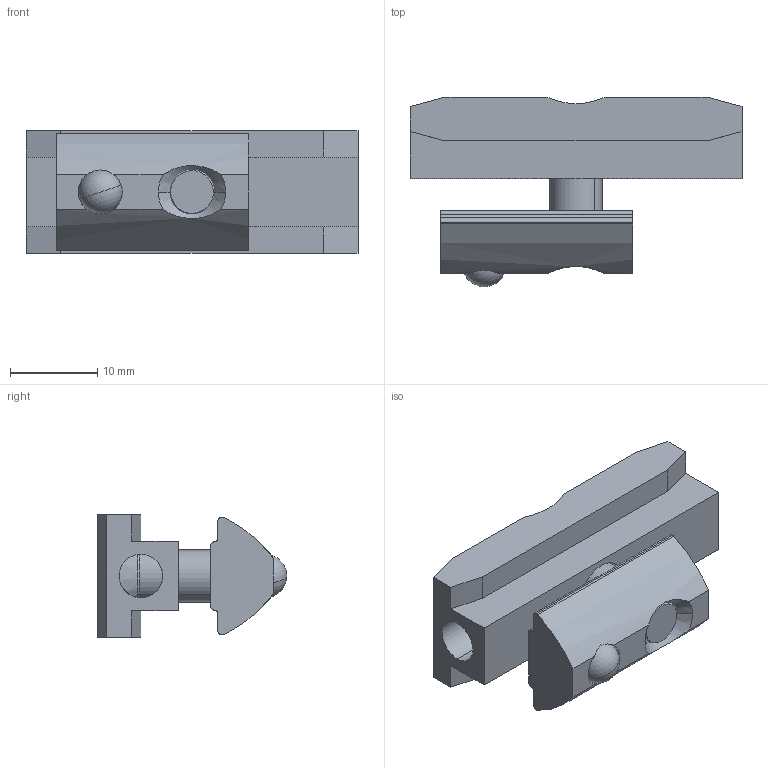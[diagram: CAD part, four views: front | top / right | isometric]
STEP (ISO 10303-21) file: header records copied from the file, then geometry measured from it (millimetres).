
FILE_DESCRIPTION (( 'STEP AP214' ), '1' );
FILE_NAME ('02_3D_Step_Files099DC084040N08.step', '2023-03-24T13:08:52', ( '' ), ( '' ), 'SwSTEP 2.0', 'SolidWorks 2022', '' );
FILE_SCHEMA (( 'AUTOMOTIVE_DESIGN' ));
Length unit declared in the file: millimetre
Products named in the file (8): 099DC0840R01; 02_3D_Step_Files099DC084040N08; 340me023_340ME023; Countersunk head screw ISO 10642 - M6x18_ISO 10642 - M6 ; 340me007_340ME007; 09602_R01_-A-TAB_096026R01; 09602_-A-TAB_096026-102383; 4DIN915m0612m_DIN 915 - M6 x 12-C
Assembly tree (7 placements, depth 3):
  02_3D_Step_Files099DC084040N08
    099DC0840R01
    09602_-A-TAB_096026-102383
      09602_R01_-A-TAB_096026R01
      340me023_340ME023
      340me007_340ME007
    Countersunk head screw ISO 10642 - M6x18_ISO 10642 - M6 
    4DIN915m0612m_DIN 915 - M6 x 12-C
Bounding box: 38 x 21.7 x 14 mm (x, y, z)
Volume: 4878.4 mm3; surface area: 4485.5 mm2
Topology: 6 solids, 6 shells, 108 faces, 274 edges, 170 vertices
Faces by surface type: plane 51, cylinder 27, cone 18, torus 8, bspline 2, sphere 2
Entity records: 4425 total; most frequent: CARTESIAN_POINT 1387, DIRECTION 573, ORIENTED_EDGE 534, EDGE_CURVE 267, AXIS2_PLACEMENT_3D 213, VERTEX_POINT 167, LINE 147, VECTOR 147
